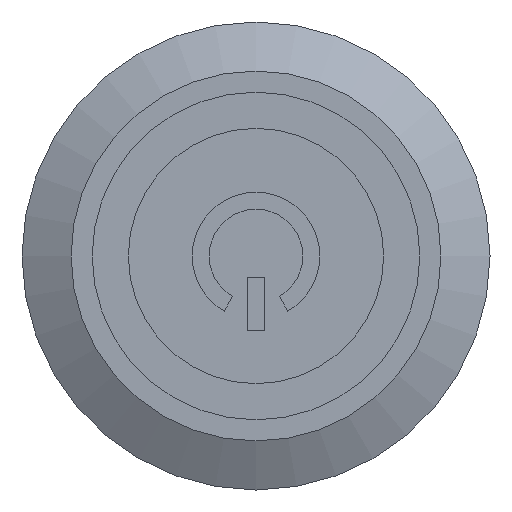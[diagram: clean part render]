
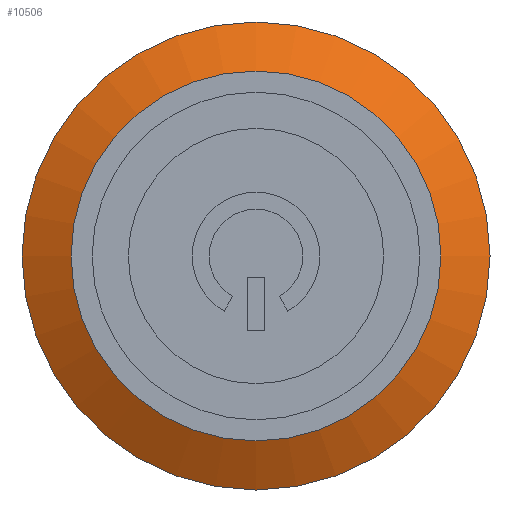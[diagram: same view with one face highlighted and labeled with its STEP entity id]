
A CAD part, left-side view. The second image highlights one B-rep face of the part: STEP entity #10506.
In plain terms, the highlighted conical face has half-angle 62.5 degrees and reference radius 9.847 mm.
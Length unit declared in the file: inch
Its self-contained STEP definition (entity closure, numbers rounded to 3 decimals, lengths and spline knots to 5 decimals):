
#1063=CONICAL_SURFACE('',#11326,0.38769,1.091);
#1668=FACE_OUTER_BOUND('',#2325,.T.);
#2325=EDGE_LOOP('',(#9738,#9739,#9740,#9741,#9742));
#2992=LINE('',#24017,#3648);
#3648=VECTOR('',#13572,0.38769);
#4048=CIRCLE('',#11320,0.43307);
#4049=CIRCLE('',#11321,0.43307);
#4051=CIRCLE('',#11324,0.34232);
#5058=VERTEX_POINT('',#24004);
#5059=VERTEX_POINT('',#24005);
#5061=VERTEX_POINT('',#24012);
#6620=EDGE_CURVE('',#5058,#5059,#4048,.T.);
#6621=EDGE_CURVE('',#5059,#5058,#4049,.T.);
#6624=EDGE_CURVE('',#5061,#5061,#4051,.T.);
#6626=EDGE_CURVE('',#5061,#5059,#2992,.T.);
#9738=ORIENTED_EDGE('',*,*,#6624,.F.);
#9739=ORIENTED_EDGE('',*,*,#6626,.T.);
#9740=ORIENTED_EDGE('',*,*,#6620,.F.);
#9741=ORIENTED_EDGE('',*,*,#6621,.F.);
#9742=ORIENTED_EDGE('',*,*,#6626,.F.);
#10506=ADVANCED_FACE('',(#1668),#1063,.T.);
#11320=AXIS2_PLACEMENT_3D('',#24006,#13557,#13558);
#11321=AXIS2_PLACEMENT_3D('',#24007,#13559,#13560);
#11324=AXIS2_PLACEMENT_3D('',#24013,#13566,#13567);
#11326=AXIS2_PLACEMENT_3D('',#24016,#13570,#13571);
#13557=DIRECTION('center_axis',(1.,0.,0.));
#13558=DIRECTION('ref_axis',(0.,-1.,0.));
#13559=DIRECTION('center_axis',(1.,0.,0.));
#13560=DIRECTION('ref_axis',(0.,-1.,0.));
#13566=DIRECTION('center_axis',(-1.,0.,0.));
#13567=DIRECTION('ref_axis',(0.,0.,1.));
#13570=DIRECTION('center_axis',(1.,0.,0.));
#13571=DIRECTION('ref_axis',(0.,0.,1.));
#13572=DIRECTION('',(0.462,0.,-0.887));
#24004=CARTESIAN_POINT('',(-0.0315,0.43307,0.));
#24005=CARTESIAN_POINT('',(-0.0315,0.,-0.43307));
#24006=CARTESIAN_POINT('Origin',(-0.0315,0.,0.));
#24007=CARTESIAN_POINT('Origin',(-0.0315,0.,0.));
#24012=CARTESIAN_POINT('',(-0.07874,0.,-0.34232));
#24013=CARTESIAN_POINT('Origin',(-0.07874,0.,0.));
#24016=CARTESIAN_POINT('Origin',(-0.05512,0.,0.));
#24017=CARTESIAN_POINT('',(-0.05512,0.,-0.38769));
